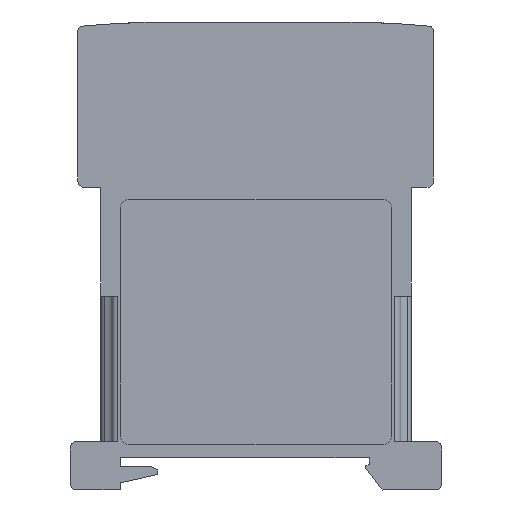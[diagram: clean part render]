
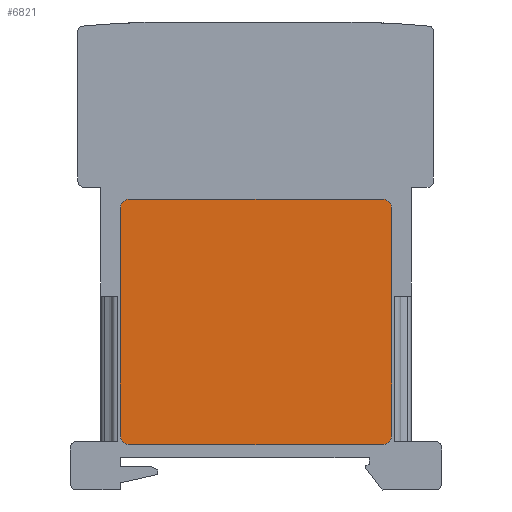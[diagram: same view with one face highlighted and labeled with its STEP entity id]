
A CAD part, left-side view. The second image highlights one B-rep face of the part: STEP entity #6821.
In plain terms, the highlighted face is planar.
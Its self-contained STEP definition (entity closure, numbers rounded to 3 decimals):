
#6696 = EDGE_CURVE ( 'NONE', #6697, #6706, #10187, .T. ) ;
#6697 = VERTEX_POINT ( 'NONE', #14317 ) ;
#6706 = VERTEX_POINT ( 'NONE', #21257 ) ;
#6717 = EDGE_CURVE ( 'NONE', #6718, #6697, #21283, .T. ) ;
#6718 = VERTEX_POINT ( 'NONE', #21348 ) ;
#6800 = VERTEX_POINT ( 'NONE', #21442 ) ;
#6821 = ADVANCED_FACE ( 'NONE', ( #21527 ), #21526, .T. ) ;
#6822 = ORIENTED_EDGE ( 'NONE', *, *, #6696, .T. ) ;
#6823 = ORIENTED_EDGE ( 'NONE', *, *, #6882, .T. ) ;
#6824 = ORIENTED_EDGE ( 'NONE', *, *, #6831, .T. ) ;
#6825 = ORIENTED_EDGE ( 'NONE', *, *, #6867, .T. ) ;
#6826 = ORIENTED_EDGE ( 'NONE', *, *, #6846, .T. ) ;
#6827 = ORIENTED_EDGE ( 'NONE', *, *, #6872, .T. ) ;
#6828 = ORIENTED_EDGE ( 'NONE', *, *, #6885, .T. ) ;
#6829 = ORIENTED_EDGE ( 'NONE', *, *, #6717, .T. ) ;
#6831 = EDGE_CURVE ( 'NONE', #6832, #6868, #21521, .T. ) ;
#6832 = VERTEX_POINT ( 'NONE', #21516 ) ;
#6842 = VERTEX_POINT ( 'NONE', #21593 ) ;
#6846 = EDGE_CURVE ( 'NONE', #6800, #6873, #21588, .T. ) ;
#6867 = EDGE_CURVE ( 'NONE', #6868, #6800, #21615, .T. ) ;
#6868 = VERTEX_POINT ( 'NONE', #21611 ) ;
#6872 = EDGE_CURVE ( 'NONE', #6873, #6842, #21666, .T. ) ;
#6873 = VERTEX_POINT ( 'NONE', #21660 ) ;
#6882 = EDGE_CURVE ( 'NONE', #6706, #6832, #21645, .T. ) ;
#6883 = EDGE_LOOP ( 'NONE', ( #6822, #6823, #6824, #6825, #6826, #6827, #6828, #6829 ) ) ;
#6885 = EDGE_CURVE ( 'NONE', #6842, #6718, #21640, .T. ) ;
#10185 = CARTESIAN_POINT ( 'NONE',  ( 22.238, 35.3, -0.3 ) ) ;
#10186 = AXIS2_PLACEMENT_3D ( 'NONE', #10185, #14319, #14318 ) ;
#10187 = CIRCLE ( 'NONE', #10186, 1.5 ) ;
#14317 = CARTESIAN_POINT ( 'NONE',  ( 22.238, 36.8, -0.3 ) ) ;
#14318 = DIRECTION ( 'NONE',  ( -1., 0., 0. ) ) ;
#14319 = DIRECTION ( 'NONE',  ( 0., 0., -1. ) ) ;
#21257 = CARTESIAN_POINT ( 'NONE',  ( 23.738, 35.3, -0.3 ) ) ;
#21281 = VECTOR ( 'NONE', #21349, 1000. ) ;
#21282 = CARTESIAN_POINT ( 'NONE',  ( -16.762, 36.8, -0.3 ) ) ;
#21283 = LINE ( 'NONE', #21282, #21281 ) ;
#21348 = CARTESIAN_POINT ( 'NONE',  ( -16.762, 36.8, -0.3 ) ) ;
#21349 = DIRECTION ( 'NONE',  ( 1., 0., 0. ) ) ;
#21442 = CARTESIAN_POINT ( 'NONE',  ( -16.762, -1.2, -0.3 ) ) ;
#21516 = CARTESIAN_POINT ( 'NONE',  ( 23.738, 0.3, -0.3 ) ) ;
#21517 = DIRECTION ( 'NONE',  ( -1., 0., 0. ) ) ;
#21518 = DIRECTION ( 'NONE',  ( 0., 0., -1. ) ) ;
#21519 = CARTESIAN_POINT ( 'NONE',  ( 22.238, 0.3, -0.3 ) ) ;
#21520 = AXIS2_PLACEMENT_3D ( 'NONE', #21519, #21518, #21517 ) ;
#21521 = CIRCLE ( 'NONE', #21520, 1.5 ) ;
#21522 = DIRECTION ( 'NONE',  ( -1., 0., 0. ) ) ;
#21523 = DIRECTION ( 'NONE',  ( 0., 0., -1. ) ) ;
#21524 = CARTESIAN_POINT ( 'NONE',  ( 22.238, 35.3, -0.3 ) ) ;
#21525 = AXIS2_PLACEMENT_3D ( 'NONE', #21524, #21523, #21522 ) ;
#21526 = PLANE ( 'NONE',  #21525 ) ;
#21527 = FACE_OUTER_BOUND ( 'NONE', #6883, .T. ) ;
#21584 = DIRECTION ( 'NONE',  ( -1., 0., 0. ) ) ;
#21585 = DIRECTION ( 'NONE',  ( 0., 0., -1. ) ) ;
#21586 = CARTESIAN_POINT ( 'NONE',  ( -16.762, 0.3, -0.3 ) ) ;
#21587 = AXIS2_PLACEMENT_3D ( 'NONE', #21586, #21585, #21584 ) ;
#21588 = CIRCLE ( 'NONE', #21587, 1.5 ) ;
#21593 = CARTESIAN_POINT ( 'NONE',  ( -18.262, 35.3, -0.3 ) ) ;
#21611 = CARTESIAN_POINT ( 'NONE',  ( 22.238, -1.2, -0.3 ) ) ;
#21612 = DIRECTION ( 'NONE',  ( -1., 0., 0. ) ) ;
#21613 = VECTOR ( 'NONE', #21612, 1000. ) ;
#21614 = CARTESIAN_POINT ( 'NONE',  ( 22.238, -1.2, -0.3 ) ) ;
#21615 = LINE ( 'NONE', #21614, #21613 ) ;
#21636 = DIRECTION ( 'NONE',  ( -1., 0., 0. ) ) ;
#21637 = DIRECTION ( 'NONE',  ( 0., 0., -1. ) ) ;
#21638 = CARTESIAN_POINT ( 'NONE',  ( -16.762, 35.3, -0.3 ) ) ;
#21639 = AXIS2_PLACEMENT_3D ( 'NONE', #21638, #21637, #21636 ) ;
#21640 = CIRCLE ( 'NONE', #21639, 1.5 ) ;
#21642 = DIRECTION ( 'NONE',  ( 0., -1., 0. ) ) ;
#21643 = VECTOR ( 'NONE', #21642, 1000. ) ;
#21644 = CARTESIAN_POINT ( 'NONE',  ( 23.738, 35.3, -0.3 ) ) ;
#21645 = LINE ( 'NONE', #21644, #21643 ) ;
#21660 = CARTESIAN_POINT ( 'NONE',  ( -18.262, 0.3, -0.3 ) ) ;
#21661 = DIRECTION ( 'NONE',  ( 0., 1., 0. ) ) ;
#21662 = VECTOR ( 'NONE', #21661, 1000. ) ;
#21663 = CARTESIAN_POINT ( 'NONE',  ( -18.262, 0.3, -0.3 ) ) ;
#21666 = LINE ( 'NONE', #21663, #21662 ) ;
